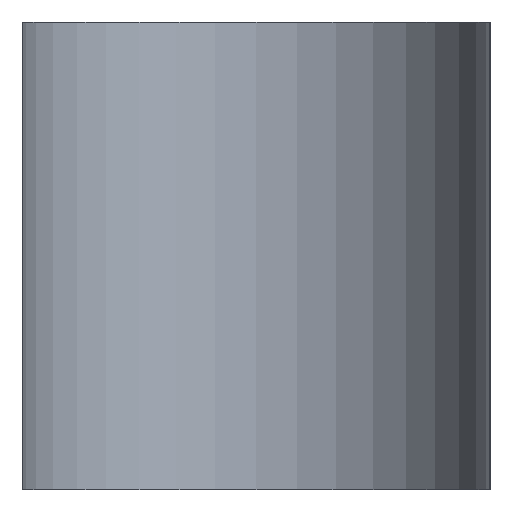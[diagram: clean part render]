
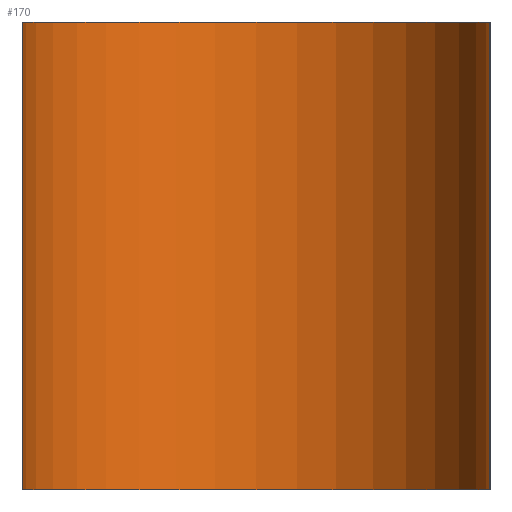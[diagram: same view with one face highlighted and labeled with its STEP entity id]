
A CAD part, left-side view. The second image highlights one B-rep face of the part: STEP entity #170.
In plain terms, the highlighted cylindrical face has radius 15 mm (diameter 30 mm), a partial arc.
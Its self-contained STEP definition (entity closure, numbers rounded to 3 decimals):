
#1 = AXIS2_PLACEMENT_3D ( 'NONE', #56, #163, #238 ) ;
#10 = AXIS2_PLACEMENT_3D ( 'NONE', #191, #57, #94 ) ;
#12 = DIRECTION ( 'NONE',  ( 0., 0., -1. ) ) ;
#13 = CARTESIAN_POINT ( 'NONE',  ( 0., 15., 30. ) ) ;
#14 = DIRECTION ( 'NONE',  ( 1., 0., 0. ) ) ;
#15 = CARTESIAN_POINT ( 'NONE',  ( 0., 15., 30. ) ) ;
#19 = EDGE_CURVE ( 'NONE', #125, #62, #106, .T. ) ;
#31 = DIRECTION ( 'NONE',  ( 0., 0., -1. ) ) ;
#38 = ORIENTED_EDGE ( 'NONE', *, *, #19, .T. ) ;
#47 = AXIS2_PLACEMENT_3D ( 'NONE', #199, #12, #14 ) ;
#51 = VECTOR ( 'NONE', #201, 1000. ) ;
#53 = CARTESIAN_POINT ( 'NONE',  ( 0., -15., 30. ) ) ;
#54 = EDGE_LOOP ( 'NONE', ( #195, #140, #239, #38 ) ) ;
#56 = CARTESIAN_POINT ( 'NONE',  ( 0., 0., 30. ) ) ;
#57 = DIRECTION ( 'NONE',  ( 0., 0., -1. ) ) ;
#62 = VERTEX_POINT ( 'NONE', #181 ) ;
#78 = VERTEX_POINT ( 'NONE', #53 ) ;
#86 = FACE_OUTER_BOUND ( 'NONE', #54, .T. ) ;
#94 = DIRECTION ( 'NONE',  ( 1., 0., 0. ) ) ;
#103 = EDGE_CURVE ( 'NONE', #78, #175, #105, .T. ) ;
#105 = LINE ( 'NONE', #184, #217 ) ;
#106 = LINE ( 'NONE', #13, #51 ) ;
#110 = CIRCLE ( 'NONE', #10, 15. ) ;
#125 = VERTEX_POINT ( 'NONE', #15 ) ;
#140 = ORIENTED_EDGE ( 'NONE', *, *, #103, .F. ) ;
#151 = EDGE_CURVE ( 'NONE', #62, #175, #210, .T. ) ;
#163 = DIRECTION ( 'NONE',  ( 0., 0., -1. ) ) ;
#170 = ADVANCED_FACE ( 'NONE', ( #86 ), #204, .F. ) ;
#175 = VERTEX_POINT ( 'NONE', #220 ) ;
#181 = CARTESIAN_POINT ( 'NONE',  ( 0., 15., 0. ) ) ;
#184 = CARTESIAN_POINT ( 'NONE',  ( 0., -15., 30. ) ) ;
#191 = CARTESIAN_POINT ( 'NONE',  ( 0., 0., 30. ) ) ;
#195 = ORIENTED_EDGE ( 'NONE', *, *, #151, .T. ) ;
#199 = CARTESIAN_POINT ( 'NONE',  ( 0., 0., 0. ) ) ;
#201 = DIRECTION ( 'NONE',  ( 0., 0., -1. ) ) ;
#204 = CYLINDRICAL_SURFACE ( 'NONE', #1, 15. ) ;
#210 = CIRCLE ( 'NONE', #47, 15. ) ;
#217 = VECTOR ( 'NONE', #31, 1000. ) ;
#219 = EDGE_CURVE ( 'NONE', #125, #78, #110, .T. ) ;
#220 = CARTESIAN_POINT ( 'NONE',  ( 0., -15., 0. ) ) ;
#238 = DIRECTION ( 'NONE',  ( -1., 0., 0. ) ) ;
#239 = ORIENTED_EDGE ( 'NONE', *, *, #219, .F. ) ;
